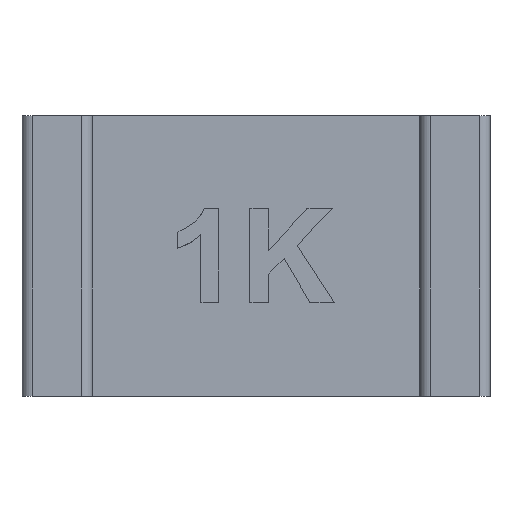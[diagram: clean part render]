
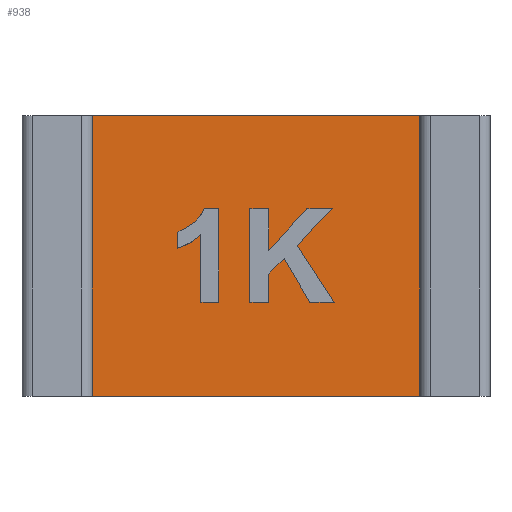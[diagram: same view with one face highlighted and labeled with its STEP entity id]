
A CAD part, top view. The second image highlights one B-rep face of the part: STEP entity #938.
In plain terms, the highlighted planar face has unit normal (0, 0, 1).
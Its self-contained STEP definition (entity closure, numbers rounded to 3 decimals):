
#14=FACE_BOUND('',#172,.T.);
#15=FACE_BOUND('',#173,.T.);
#67=B_SPLINE_CURVE_WITH_KNOTS('',3,(#1344,#1345,#1346,#1347,#1348),
 .UNSPECIFIED.,.F.,.F.,(4,1,4),(0.,0.006,0.012),
 .UNSPECIFIED.);
#69=B_SPLINE_CURVE_WITH_KNOTS('',3,(#1373,#1374,#1375,#1376,#1377),
 .UNSPECIFIED.,.F.,.F.,(4,1,4),(0.,0.003,0.008),
 .UNSPECIFIED.);
#71=B_SPLINE_CURVE_WITH_KNOTS('',3,(#1396,#1397,#1398,#1399,#1400),
 .UNSPECIFIED.,.F.,.F.,(4,1,4),(0.,0.004,0.008),
 .UNSPECIFIED.);
#123=FACE_OUTER_BOUND('',#171,.T.);
#171=EDGE_LOOP('',(#830,#831,#832,#833));
#172=EDGE_LOOP('',(#834,#835,#836,#837,#838,#839,#840,#841,#842,#843,#844,
#845));
#173=EDGE_LOOP('',(#846,#847,#848,#849,#850,#851,#852,#853));
#174=LINE('',#1248,#280);
#178=LINE('',#1256,#284);
#181=LINE('',#1262,#287);
#184=LINE('',#1268,#290);
#187=LINE('',#1274,#293);
#190=LINE('',#1280,#296);
#193=LINE('',#1286,#299);
#196=LINE('',#1292,#302);
#199=LINE('',#1298,#305);
#202=LINE('',#1304,#308);
#205=LINE('',#1310,#311);
#208=LINE('',#1315,#314);
#210=LINE('',#1321,#316);
#214=LINE('',#1329,#320);
#218=LINE('',#1358,#324);
#223=LINE('',#1410,#329);
#226=LINE('',#1415,#332);
#263=LINE('',#1515,#369);
#265=LINE('',#1519,#371);
#270=LINE('',#1537,#376);
#279=LINE('',#1554,#385);
#280=VECTOR('',#1018,10.);
#284=VECTOR('',#1024,10.);
#287=VECTOR('',#1029,10.);
#290=VECTOR('',#1034,10.);
#293=VECTOR('',#1039,10.);
#296=VECTOR('',#1044,10.);
#299=VECTOR('',#1049,10.);
#302=VECTOR('',#1054,10.);
#305=VECTOR('',#1059,10.);
#308=VECTOR('',#1064,10.);
#311=VECTOR('',#1069,10.);
#314=VECTOR('',#1074,10.);
#316=VECTOR('',#1080,10.);
#320=VECTOR('',#1086,10.);
#324=VECTOR('',#1092,10.);
#329=VECTOR('',#1099,10.);
#332=VECTOR('',#1104,10.);
#369=VECTOR('',#1195,1.);
#371=VECTOR('',#1199,1.);
#376=VECTOR('',#1216,1.);
#385=VECTOR('',#1241,1.);
#386=VERTEX_POINT('',#1246);
#387=VERTEX_POINT('',#1247);
#390=VERTEX_POINT('',#1255);
#392=VERTEX_POINT('',#1261);
#394=VERTEX_POINT('',#1267);
#396=VERTEX_POINT('',#1273);
#398=VERTEX_POINT('',#1279);
#400=VERTEX_POINT('',#1285);
#402=VERTEX_POINT('',#1291);
#404=VERTEX_POINT('',#1297);
#406=VERTEX_POINT('',#1303);
#408=VERTEX_POINT('',#1309);
#410=VERTEX_POINT('',#1319);
#411=VERTEX_POINT('',#1320);
#414=VERTEX_POINT('',#1328);
#416=VERTEX_POINT('',#1343);
#418=VERTEX_POINT('',#1357);
#420=VERTEX_POINT('',#1372);
#422=VERTEX_POINT('',#1395);
#424=VERTEX_POINT('',#1409);
#460=VERTEX_POINT('',#1512);
#461=VERTEX_POINT('',#1514);
#462=VERTEX_POINT('',#1518);
#469=VERTEX_POINT('',#1536);
#470=EDGE_CURVE('',#386,#387,#174,.T.);
#474=EDGE_CURVE('',#387,#390,#178,.T.);
#477=EDGE_CURVE('',#390,#392,#181,.T.);
#480=EDGE_CURVE('',#392,#394,#184,.T.);
#483=EDGE_CURVE('',#394,#396,#187,.T.);
#486=EDGE_CURVE('',#396,#398,#190,.T.);
#489=EDGE_CURVE('',#398,#400,#193,.T.);
#492=EDGE_CURVE('',#400,#402,#196,.T.);
#495=EDGE_CURVE('',#402,#404,#199,.T.);
#498=EDGE_CURVE('',#404,#406,#202,.T.);
#501=EDGE_CURVE('',#406,#408,#205,.T.);
#504=EDGE_CURVE('',#408,#386,#208,.T.);
#506=EDGE_CURVE('',#410,#411,#210,.T.);
#510=EDGE_CURVE('',#411,#414,#214,.T.);
#513=EDGE_CURVE('',#414,#416,#67,.T.);
#516=EDGE_CURVE('',#416,#418,#218,.T.);
#519=EDGE_CURVE('',#418,#420,#69,.T.);
#522=EDGE_CURVE('',#420,#422,#71,.T.);
#525=EDGE_CURVE('',#422,#424,#223,.T.);
#528=EDGE_CURVE('',#424,#410,#226,.T.);
#577=EDGE_CURVE('',#461,#460,#263,.T.);
#579=EDGE_CURVE('',#461,#462,#265,.T.);
#588=EDGE_CURVE('',#462,#469,#270,.T.);
#597=EDGE_CURVE('',#460,#469,#279,.T.);
#830=ORIENTED_EDGE('',*,*,#579,.F.);
#831=ORIENTED_EDGE('',*,*,#577,.T.);
#832=ORIENTED_EDGE('',*,*,#597,.T.);
#833=ORIENTED_EDGE('',*,*,#588,.F.);
#834=ORIENTED_EDGE('',*,*,#470,.T.);
#835=ORIENTED_EDGE('',*,*,#474,.T.);
#836=ORIENTED_EDGE('',*,*,#477,.T.);
#837=ORIENTED_EDGE('',*,*,#480,.T.);
#838=ORIENTED_EDGE('',*,*,#483,.T.);
#839=ORIENTED_EDGE('',*,*,#486,.T.);
#840=ORIENTED_EDGE('',*,*,#489,.T.);
#841=ORIENTED_EDGE('',*,*,#492,.T.);
#842=ORIENTED_EDGE('',*,*,#495,.T.);
#843=ORIENTED_EDGE('',*,*,#498,.T.);
#844=ORIENTED_EDGE('',*,*,#501,.T.);
#845=ORIENTED_EDGE('',*,*,#504,.T.);
#846=ORIENTED_EDGE('',*,*,#506,.T.);
#847=ORIENTED_EDGE('',*,*,#510,.T.);
#848=ORIENTED_EDGE('',*,*,#513,.T.);
#849=ORIENTED_EDGE('',*,*,#516,.T.);
#850=ORIENTED_EDGE('',*,*,#519,.T.);
#851=ORIENTED_EDGE('',*,*,#522,.T.);
#852=ORIENTED_EDGE('',*,*,#525,.T.);
#853=ORIENTED_EDGE('',*,*,#528,.T.);
#890=PLANE('',#1013);
#938=ADVANCED_FACE('',(#123,#14,#15),#890,.T.);
#1013=AXIS2_PLACEMENT_3D('',#1555,#1242,#1243);
#1018=DIRECTION('',(0.,1.,0.));
#1024=DIRECTION('',(1.,0.,0.));
#1029=DIRECTION('',(0.,-1.,0.));
#1034=DIRECTION('',(0.676,0.736,0.));
#1039=DIRECTION('',(1.,0.,0.));
#1044=DIRECTION('',(-0.695,-0.719,0.));
#1049=DIRECTION('',(0.545,-0.838,0.));
#1054=DIRECTION('',(-1.,0.,0.));
#1059=DIRECTION('',(-0.505,0.863,0.));
#1064=DIRECTION('',(-0.7,-0.714,0.));
#1069=DIRECTION('',(0.,-1.,0.));
#1074=DIRECTION('',(-1.,0.,0.));
#1080=DIRECTION('',(-1.,0.,0.));
#1086=DIRECTION('',(0.,1.,0.));
#1092=DIRECTION('',(0.,1.,0.));
#1099=DIRECTION('',(1.,0.,0.));
#1104=DIRECTION('',(0.,-1.,0.));
#1195=DIRECTION('',(1.,0.,0.));
#1199=DIRECTION('',(0.,1.,0.));
#1216=DIRECTION('',(1.,0.,0.));
#1241=DIRECTION('',(0.,1.,0.));
#1242=DIRECTION('center_axis',(0.,0.,1.));
#1243=DIRECTION('ref_axis',(1.,0.,0.));
#1246=CARTESIAN_POINT('',(-0.026,-0.198,0.45));
#1247=CARTESIAN_POINT('',(-0.026,0.202,0.45));
#1248=CARTESIAN_POINT('',(-0.026,-0.199,0.45));
#1255=CARTESIAN_POINT('',(0.055,0.202,0.45));
#1256=CARTESIAN_POINT('',(-0.323,0.202,0.45));
#1261=CARTESIAN_POINT('',(0.055,0.024,0.45));
#1262=CARTESIAN_POINT('',(0.055,-0.288,0.45));
#1267=CARTESIAN_POINT('',(0.218,0.202,0.45));
#1268=CARTESIAN_POINT('',(-0.192,-0.244,0.45));
#1273=CARTESIAN_POINT('',(0.326,0.202,0.45));
#1274=CARTESIAN_POINT('',(-0.187,0.202,0.45));
#1279=CARTESIAN_POINT('',(0.176,0.046,0.45));
#1280=CARTESIAN_POINT('',(-0.197,-0.34,0.45));
#1285=CARTESIAN_POINT('',(0.335,-0.198,0.45));
#1286=CARTESIAN_POINT('',(0.273,-0.103,0.45));
#1291=CARTESIAN_POINT('',(0.23,-0.198,0.45));
#1292=CARTESIAN_POINT('',(-0.235,-0.198,0.45));
#1297=CARTESIAN_POINT('',(0.12,-0.011,0.45));
#1298=CARTESIAN_POINT('',(0.144,-0.051,0.45));
#1303=CARTESIAN_POINT('',(0.055,-0.078,0.45));
#1304=CARTESIAN_POINT('',(-0.261,-0.399,0.45));
#1309=CARTESIAN_POINT('',(0.055,-0.198,0.45));
#1310=CARTESIAN_POINT('',(0.055,-0.399,0.45));
#1315=CARTESIAN_POINT('',(-0.363,-0.198,0.45));
#1319=CARTESIAN_POINT('',(-0.159,-0.198,0.45));
#1320=CARTESIAN_POINT('',(-0.235,-0.198,0.45));
#1321=CARTESIAN_POINT('',(-0.468,-0.198,0.45));
#1328=CARTESIAN_POINT('',(-0.235,0.091,0.45));
#1329=CARTESIAN_POINT('',(-0.235,-0.255,0.45));
#1343=CARTESIAN_POINT('',(-0.335,0.032,0.45));
#1344=CARTESIAN_POINT('Ctrl Pts',(-0.235,0.091,
0.45));
#1345=CARTESIAN_POINT('Ctrl Pts',(-0.25,0.078,
0.45));
#1346=CARTESIAN_POINT('Ctrl Pts',(-0.28,0.053,
0.45));
#1347=CARTESIAN_POINT('Ctrl Pts',(-0.316,0.039,
0.45));
#1348=CARTESIAN_POINT('Ctrl Pts',(-0.335,0.032,
0.45));
#1357=CARTESIAN_POINT('',(-0.335,0.102,0.45));
#1358=CARTESIAN_POINT('',(-0.335,-0.249,0.45));
#1372=CARTESIAN_POINT('',(-0.269,0.139,0.45));
#1373=CARTESIAN_POINT('Ctrl Pts',(-0.335,0.102,
0.45));
#1374=CARTESIAN_POINT('Ctrl Pts',(-0.324,0.106,
0.45));
#1375=CARTESIAN_POINT('Ctrl Pts',(-0.301,0.116,
0.45));
#1376=CARTESIAN_POINT('Ctrl Pts',(-0.28,0.131,0.45));
#1377=CARTESIAN_POINT('Ctrl Pts',(-0.269,0.139,
0.45));
#1395=CARTESIAN_POINT('',(-0.221,0.203,0.45));
#1396=CARTESIAN_POINT('Ctrl Pts',(-0.269,0.139,
0.45));
#1397=CARTESIAN_POINT('Ctrl Pts',(-0.259,0.148,
0.45));
#1398=CARTESIAN_POINT('Ctrl Pts',(-0.238,0.166,
0.45));
#1399=CARTESIAN_POINT('Ctrl Pts',(-0.226,0.191,0.45));
#1400=CARTESIAN_POINT('Ctrl Pts',(-0.221,0.203,
0.45));
#1409=CARTESIAN_POINT('',(-0.159,0.203,0.45));
#1410=CARTESIAN_POINT('',(-0.429,0.203,0.45));
#1415=CARTESIAN_POINT('',(-0.159,-0.399,0.45));
#1512=CARTESIAN_POINT('',(0.7,-0.6,0.45));
#1514=CARTESIAN_POINT('',(-0.7,-0.6,0.45));
#1515=CARTESIAN_POINT('',(-0.7,-0.6,0.45));
#1518=CARTESIAN_POINT('',(-0.7,0.6,0.45));
#1519=CARTESIAN_POINT('',(-0.7,-0.6,0.45));
#1536=CARTESIAN_POINT('',(0.7,0.6,0.45));
#1537=CARTESIAN_POINT('',(-0.7,0.6,0.45));
#1554=CARTESIAN_POINT('',(0.7,-0.6,0.45));
#1555=CARTESIAN_POINT('Origin',(-0.7,-0.6,0.45));
